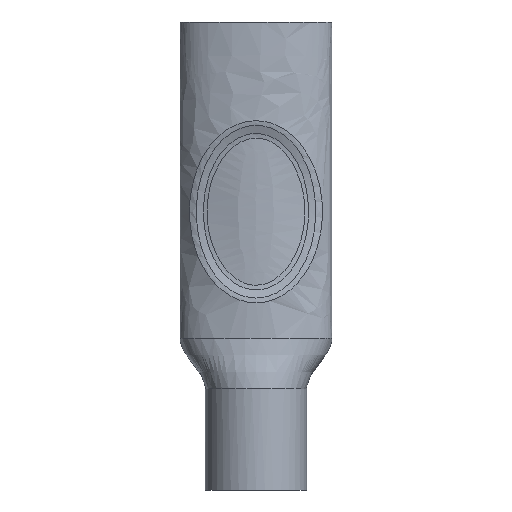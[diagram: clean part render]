
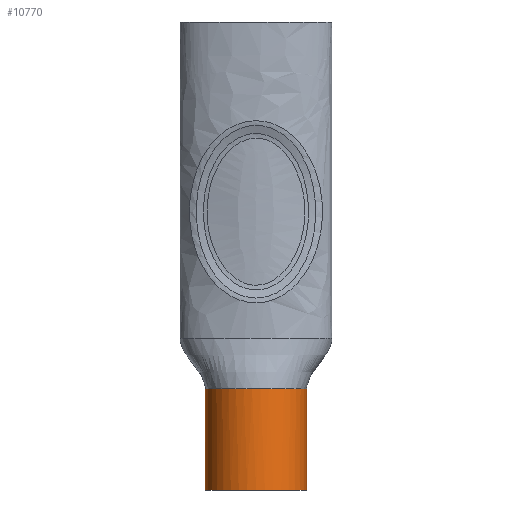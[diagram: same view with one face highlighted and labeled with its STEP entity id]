
A CAD part, front view. The second image highlights one B-rep face of the part: STEP entity #10770.
In plain terms, the highlighted cylindrical face has radius 20 mm (diameter 40 mm), a full revolution.
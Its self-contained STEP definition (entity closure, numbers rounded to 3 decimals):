
#135 = CARTESIAN_POINT ( 'NONE',  ( -13.217, -15.068, -20. ) ) ;
#257 = CARTESIAN_POINT ( 'NONE',  ( -2.618, -19.871, -20. ) ) ;
#603 = CIRCLE ( 'NONE', #2737, 20. ) ;
#803 = CARTESIAN_POINT ( 'NONE',  ( 8.863, -17.977, -20. ) ) ;
#891 = FACE_OUTER_BOUND ( 'NONE', #2834, .T. ) ;
#920 = EDGE_CURVE ( 'NONE', #2773, #5659, #7456, .T. ) ;
#1049 = CARTESIAN_POINT ( 'NONE',  ( -15.902, -12.2, -20. ) ) ;
#1170 = CARTESIAN_POINT ( 'NONE',  ( -15.068, -13.217, -20. ) ) ;
#1608 = CARTESIAN_POINT ( 'NONE',  ( 17.977, -8.863, -20. ) ) ;
#1838 = CARTESIAN_POINT ( 'NONE',  ( 2.618, -19.871, -20. ) ) ;
#2018 = CARTESIAN_POINT ( 'NONE',  ( 0., 0., -20. ) ) ;
#2080 = CARTESIAN_POINT ( 'NONE',  ( -17.977, -8.863, -20. ) ) ;
#2523 = CARTESIAN_POINT ( 'NONE',  ( 18.979, -6.444, -20. ) ) ;
#2547 = AXIS2_PLACEMENT_3D ( 'NONE', #9579, #7750, #5972 ) ;
#2737 = AXIS2_PLACEMENT_3D ( 'NONE', #2018, #8767, #3062 ) ;
#2773 = VERTEX_POINT ( 'NONE', #8242 ) ;
#2785 = CARTESIAN_POINT ( 'NONE',  ( 0., 0., -20. ) ) ;
#2819 = CARTESIAN_POINT ( 'NONE',  ( 1.309, -20., -20. ) ) ;
#2834 = EDGE_LOOP ( 'NONE', ( #9035 ) ) ;
#2945 = CIRCLE ( 'NONE', #2547, 20. ) ;
#2946 = CARTESIAN_POINT ( 'NONE',  ( -19.871, -2.618, -20. ) ) ;
#3062 = DIRECTION ( 'NONE',  ( 1., 0., 0. ) ) ;
#3066 = CARTESIAN_POINT ( 'NONE',  ( -6.444, -18.979, -20. ) ) ;
#3444 = CARTESIAN_POINT ( 'NONE',  ( 20., 0., -20. ) ) ;
#3523 = CARTESIAN_POINT ( 'NONE',  ( -20., 0., -20. ) ) ;
#3636 = EDGE_CURVE ( 'NONE', #2773, #5659, #603, .T. ) ;
#3867 = CARTESIAN_POINT ( 'NONE',  ( -17.357, -10.023, -20. ) ) ;
#4324 = EDGE_LOOP ( 'NONE', ( #10435, #10065 ) ) ;
#4426 = CARTESIAN_POINT ( 'NONE',  ( 15.068, -13.217, -20. ) ) ;
#4570 = DIRECTION ( 'NONE',  ( -1., 0., 0. ) ) ;
#4726 = CARTESIAN_POINT ( 'NONE',  ( -1.309, -20., -20. ) ) ;
#5347 = CARTESIAN_POINT ( 'NONE',  ( 15.902, -12.2, -20. ) ) ;
#5583 = CARTESIAN_POINT ( 'NONE',  ( -19.36, -5.186, -20. ) ) ;
#5659 = VERTEX_POINT ( 'NONE', #3523 ) ;
#5972 = DIRECTION ( 'NONE',  ( 1., 0., 0. ) ) ;
#6417 = EDGE_CURVE ( 'NONE', #7275, #7275, #2945, .T. ) ;
#6439 = CARTESIAN_POINT ( 'NONE',  ( 6.444, -18.979, -20. ) ) ;
#7184 = CARTESIAN_POINT ( 'NONE',  ( 20., -1.309, -20. ) ) ;
#7275 = VERTEX_POINT ( 'NONE', #11008 ) ;
#7357 = CARTESIAN_POINT ( 'NONE',  ( 17.357, -10.023, -20. ) ) ;
#7447 = CYLINDRICAL_SURFACE ( 'NONE', #11549, 20. ) ;
#7456 = B_SPLINE_CURVE_WITH_KNOTS ( 'NONE', 3,
 ( #3444, #7184, #12008, #10918, #2523, #1608, #7357, #5347, #4426, #8164, #10111, #10050, #803, #6439, #8585, #1838, #2819, #4726, #257, #7731, #3066, #11273, #7670, #9559, #135, #1170, #1049, #3867, #2080, #7545, #5583, #2946, #11397, #8465 ),
 .UNSPECIFIED., .F., .F.,
 ( 4, 2, 2, 2, 2, 2, 2, 2, 2, 2, 2, 2, 2, 2, 2, 2, 4 ),
 ( 0., 0.062, 0.125, 0.187, 0.25, 0.312, 0.375, 0.437, 0.5, 0.562, 0.625, 0.687, 0.75, 0.812, 0.875, 0.938, 1. ),
 .UNSPECIFIED. ) ;
#7545 = CARTESIAN_POINT ( 'NONE',  ( -18.979, -6.444, -20. ) ) ;
#7670 = CARTESIAN_POINT ( 'NONE',  ( -10.023, -17.357, -20. ) ) ;
#7731 = CARTESIAN_POINT ( 'NONE',  ( -5.186, -19.36, -20. ) ) ;
#7750 = DIRECTION ( 'NONE',  ( 0., 0., 1. ) ) ;
#8164 = CARTESIAN_POINT ( 'NONE',  ( 13.217, -15.068, -20. ) ) ;
#8242 = CARTESIAN_POINT ( 'NONE',  ( 20., 0., -20. ) ) ;
#8465 = CARTESIAN_POINT ( 'NONE',  ( -20., 0., -20. ) ) ;
#8585 = CARTESIAN_POINT ( 'NONE',  ( 5.186, -19.36, -20. ) ) ;
#8767 = DIRECTION ( 'NONE',  ( 0., 0., 1. ) ) ;
#9035 = ORIENTED_EDGE ( 'NONE', *, *, #6417, .T. ) ;
#9559 = CARTESIAN_POINT ( 'NONE',  ( -12.2, -15.902, -20. ) ) ;
#9579 = CARTESIAN_POINT ( 'NONE',  ( 0., 0., -60. ) ) ;
#10050 = CARTESIAN_POINT ( 'NONE',  ( 10.023, -17.357, -20. ) ) ;
#10065 = ORIENTED_EDGE ( 'NONE', *, *, #920, .T. ) ;
#10078 = FACE_OUTER_BOUND ( 'NONE', #4324, .T. ) ;
#10111 = CARTESIAN_POINT ( 'NONE',  ( 12.2, -15.902, -20. ) ) ;
#10435 = ORIENTED_EDGE ( 'NONE', *, *, #3636, .F. ) ;
#10770 = ADVANCED_FACE ( 'NONE', ( #891, #10078 ), #7447, .T. ) ;
#10918 = CARTESIAN_POINT ( 'NONE',  ( 19.36, -5.186, -20. ) ) ;
#11008 = CARTESIAN_POINT ( 'NONE',  ( 20., 0., -60. ) ) ;
#11178 = DIRECTION ( 'NONE',  ( 0., 0., -1. ) ) ;
#11273 = CARTESIAN_POINT ( 'NONE',  ( -8.863, -17.977, -20. ) ) ;
#11397 = CARTESIAN_POINT ( 'NONE',  ( -20., -1.309, -20. ) ) ;
#11549 = AXIS2_PLACEMENT_3D ( 'NONE', #2785, #11178, #4570 ) ;
#12008 = CARTESIAN_POINT ( 'NONE',  ( 19.871, -2.618, -20. ) ) ;
